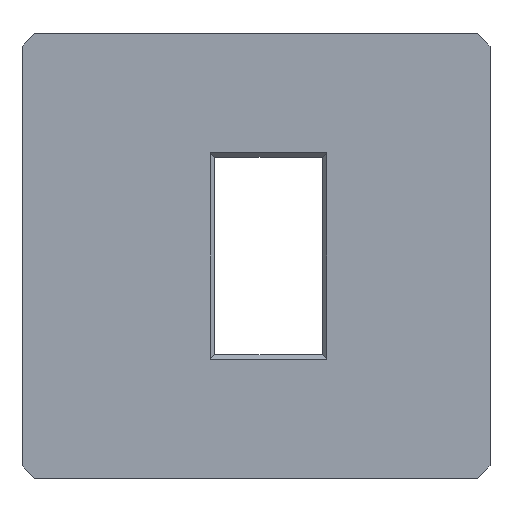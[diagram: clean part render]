
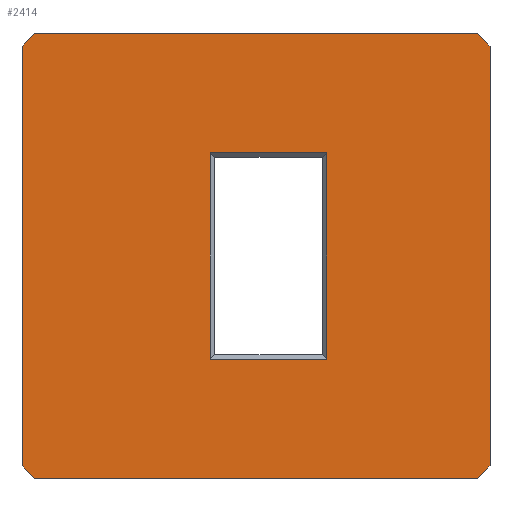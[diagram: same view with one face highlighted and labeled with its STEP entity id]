
A CAD part, left-side view. The second image highlights one B-rep face of the part: STEP entity #2414.
In plain terms, the highlighted planar face has unit normal (-1, 0, 0).
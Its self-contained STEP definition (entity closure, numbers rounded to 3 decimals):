
#2 = VERTEX_POINT ( 'NONE', #2434 ) ;
#29 = EDGE_LOOP ( 'NONE', ( #537, #1442, #431, #1874 ) ) ;
#36 = DIRECTION ( 'NONE',  ( 0., 0.707, -0.707 ) ) ;
#108 = DIRECTION ( 'NONE',  ( 0., 0., 1. ) ) ;
#143 = FACE_BOUND ( 'NONE', #29, .T. ) ;
#145 = VERTEX_POINT ( 'NONE', #1169 ) ;
#233 = DIRECTION ( 'NONE',  ( 0., 0., -1. ) ) ;
#240 = EDGE_CURVE ( 'NONE', #509, #1890, #1445, .T. ) ;
#245 = DIRECTION ( 'NONE',  ( 0., -1., 0. ) ) ;
#258 = VECTOR ( 'NONE', #108, 1000. ) ;
#263 = VECTOR ( 'NONE', #2124, 1000. ) ;
#278 = CARTESIAN_POINT ( 'NONE',  ( -3., 25.409, -25.409 ) ) ;
#281 = VERTEX_POINT ( 'NONE', #1026 ) ;
#331 = ORIENTED_EDGE ( 'NONE', *, *, #1488, .T. ) ;
#344 = CARTESIAN_POINT ( 'NONE',  ( -3., 2.783, 51. ) ) ;
#382 = CARTESIAN_POINT ( 'NONE',  ( -3., 1.4, 49.617 ) ) ;
#413 = EDGE_CURVE ( 'NONE', #1250, #281, #723, .T. ) ;
#431 = ORIENTED_EDGE ( 'NONE', *, *, #1412, .T. ) ;
#460 = LINE ( 'NONE', #2003, #626 ) ;
#465 = CARTESIAN_POINT ( 'NONE',  ( -3., 0., 51. ) ) ;
#509 = VERTEX_POINT ( 'NONE', #344 ) ;
#512 = ORIENTED_EDGE ( 'NONE', *, *, #1383, .T. ) ;
#513 = VERTEX_POINT ( 'NONE', #2561 ) ;
#519 = DIRECTION ( 'NONE',  ( -1., 0., 0. ) ) ;
#533 = EDGE_CURVE ( 'NONE', #513, #1250, #946, .T. ) ;
#535 = CARTESIAN_POINT ( 'NONE',  ( -3., 32.6, 37.2 ) ) ;
#537 = ORIENTED_EDGE ( 'NONE', *, *, #413, .T. ) ;
#539 = CARTESIAN_POINT ( 'NONE',  ( -3., 0., 0. ) ) ;
#567 = VERTEX_POINT ( 'NONE', #382 ) ;
#582 = AXIS2_PLACEMENT_3D ( 'NONE', #539, #519, #1341 ) ;
#605 = CARTESIAN_POINT ( 'NONE',  ( -3., 52.217, 51. ) ) ;
#626 = VECTOR ( 'NONE', #2405, 1000. ) ;
#631 = EDGE_CURVE ( 'NONE', #145, #567, #460, .T. ) ;
#633 = CARTESIAN_POINT ( 'NONE',  ( -3., 51.609, 51.609 ) ) ;
#645 = CARTESIAN_POINT ( 'NONE',  ( -3., 19.6, 15.2 ) ) ;
#662 = EDGE_CURVE ( 'NONE', #281, #2, #1414, .T. ) ;
#703 = LINE ( 'NONE', #1504, #1952 ) ;
#713 = VECTOR ( 'NONE', #1939, 1000. ) ;
#723 = LINE ( 'NONE', #535, #258 ) ;
#796 = VERTEX_POINT ( 'NONE', #928 ) ;
#799 = CARTESIAN_POINT ( 'NONE',  ( -3., 32.1, 14.7 ) ) ;
#816 = DIRECTION ( 'NONE',  ( 0., 1., 0. ) ) ;
#874 = EDGE_LOOP ( 'NONE', ( #1589, #512, #1114, #331, #1117, #943, #1036, #2269 ) ) ;
#928 = CARTESIAN_POINT ( 'NONE',  ( -3., 52.217, 1.4 ) ) ;
#943 = ORIENTED_EDGE ( 'NONE', *, *, #1505, .T. ) ;
#946 = LINE ( 'NONE', #799, #713 ) ;
#950 = CARTESIAN_POINT ( 'NONE',  ( -3., 32.6, 14.7 ) ) ;
#963 = VECTOR ( 'NONE', #245, 1000. ) ;
#1014 = CARTESIAN_POINT ( 'NONE',  ( -3., 53.6, 0. ) ) ;
#1026 = CARTESIAN_POINT ( 'NONE',  ( -3., 32.6, 37.7 ) ) ;
#1036 = ORIENTED_EDGE ( 'NONE', *, *, #631, .T. ) ;
#1059 = LINE ( 'NONE', #645, #2201 ) ;
#1074 = DIRECTION ( 'NONE',  ( 0., -0.707, -0.707 ) ) ;
#1112 = CARTESIAN_POINT ( 'NONE',  ( -3., 2.091, 2.091 ) ) ;
#1114 = ORIENTED_EDGE ( 'NONE', *, *, #2136, .T. ) ;
#1117 = ORIENTED_EDGE ( 'NONE', *, *, #2462, .T. ) ;
#1169 = CARTESIAN_POINT ( 'NONE',  ( -3., 1.4, 2.783 ) ) ;
#1175 = DIRECTION ( 'NONE',  ( 0., 0., -1. ) ) ;
#1250 = VERTEX_POINT ( 'NONE', #950 ) ;
#1300 = VECTOR ( 'NONE', #816, 1000. ) ;
#1341 = DIRECTION ( 'NONE',  ( 0., 0., 1. ) ) ;
#1342 = LINE ( 'NONE', #1526, #263 ) ;
#1345 = VECTOR ( 'NONE', #1074, 1000. ) ;
#1383 = EDGE_CURVE ( 'NONE', #1890, #1836, #2398, .T. ) ;
#1408 = LINE ( 'NONE', #1014, #2038 ) ;
#1412 = EDGE_CURVE ( 'NONE', #2, #513, #1059, .T. ) ;
#1414 = LINE ( 'NONE', #1663, #963 ) ;
#1431 = VECTOR ( 'NONE', #2073, 1000. ) ;
#1442 = ORIENTED_EDGE ( 'NONE', *, *, #662, .T. ) ;
#1445 = LINE ( 'NONE', #465, #1300 ) ;
#1488 = EDGE_CURVE ( 'NONE', #2090, #796, #2050, .T. ) ;
#1504 = CARTESIAN_POINT ( 'NONE',  ( -3., 0., 1.4 ) ) ;
#1505 = EDGE_CURVE ( 'NONE', #2091, #145, #1872, .T. ) ;
#1526 = CARTESIAN_POINT ( 'NONE',  ( -3., -24.109, 24.109 ) ) ;
#1589 = ORIENTED_EDGE ( 'NONE', *, *, #240, .T. ) ;
#1663 = CARTESIAN_POINT ( 'NONE',  ( -3., 20.1, 37.7 ) ) ;
#1729 = FACE_OUTER_BOUND ( 'NONE', #874, .T. ) ;
#1756 = CARTESIAN_POINT ( 'NONE',  ( -3., 53.6, 2.783 ) ) ;
#1802 = CARTESIAN_POINT ( 'NONE',  ( -3., 53.6, 49.617 ) ) ;
#1836 = VERTEX_POINT ( 'NONE', #1802 ) ;
#1844 = VECTOR ( 'NONE', #36, 1000. ) ;
#1872 = LINE ( 'NONE', #1112, #1431 ) ;
#1874 = ORIENTED_EDGE ( 'NONE', *, *, #533, .T. ) ;
#1890 = VERTEX_POINT ( 'NONE', #605 ) ;
#1917 = EDGE_CURVE ( 'NONE', #567, #509, #1342, .T. ) ;
#1939 = DIRECTION ( 'NONE',  ( 0., 1., 0. ) ) ;
#1952 = VECTOR ( 'NONE', #2281, 1000. ) ;
#2003 = CARTESIAN_POINT ( 'NONE',  ( -3., 1.4, 0. ) ) ;
#2038 = VECTOR ( 'NONE', #1175, 1000. ) ;
#2050 = LINE ( 'NONE', #278, #1345 ) ;
#2073 = DIRECTION ( 'NONE',  ( 0., -0.707, 0.707 ) ) ;
#2090 = VERTEX_POINT ( 'NONE', #1756 ) ;
#2091 = VERTEX_POINT ( 'NONE', #2174 ) ;
#2124 = DIRECTION ( 'NONE',  ( 0., 0.707, 0.707 ) ) ;
#2136 = EDGE_CURVE ( 'NONE', #1836, #2090, #1408, .T. ) ;
#2174 = CARTESIAN_POINT ( 'NONE',  ( -3., 2.783, 1.4 ) ) ;
#2201 = VECTOR ( 'NONE', #233, 1000. ) ;
#2269 = ORIENTED_EDGE ( 'NONE', *, *, #1917, .T. ) ;
#2281 = DIRECTION ( 'NONE',  ( 0., -1., 0. ) ) ;
#2296 = PLANE ( 'NONE',  #582 ) ;
#2398 = LINE ( 'NONE', #633, #1844 ) ;
#2405 = DIRECTION ( 'NONE',  ( 0., 0., 1. ) ) ;
#2414 = ADVANCED_FACE ( 'NONE', ( #143, #1729 ), #2296, .T. ) ;
#2434 = CARTESIAN_POINT ( 'NONE',  ( -3., 19.6, 37.7 ) ) ;
#2462 = EDGE_CURVE ( 'NONE', #796, #2091, #703, .T. ) ;
#2561 = CARTESIAN_POINT ( 'NONE',  ( -3., 19.6, 14.7 ) ) ;
